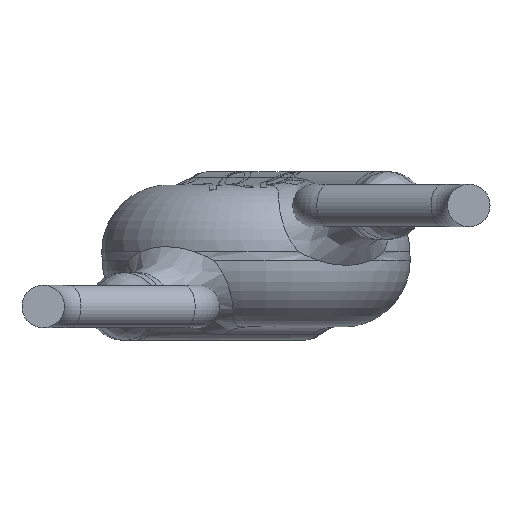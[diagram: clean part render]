
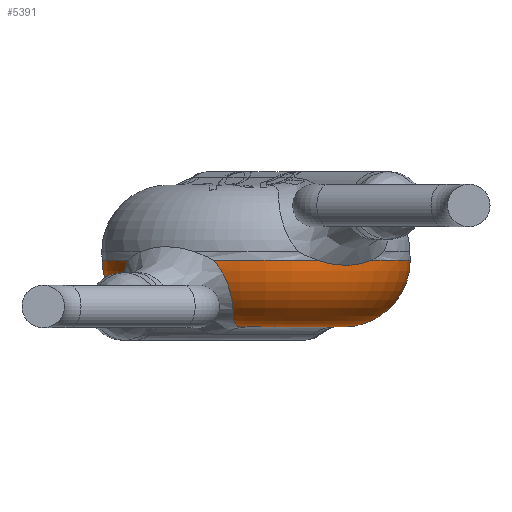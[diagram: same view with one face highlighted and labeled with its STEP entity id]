
A CAD part, front view. The second image highlights one B-rep face of the part: STEP entity #5391.
In plain terms, the highlighted toroidal (fillet/blend) face has major radius 1.05 mm and minor radius 0.8 mm.
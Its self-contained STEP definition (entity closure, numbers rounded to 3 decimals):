
#42=TOROIDAL_SURFACE('',#5606,1.05,0.8);
#73=CIRCLE('',#5605,1.05);
#74=CIRCLE('',#5607,1.85);
#75=CIRCLE('',#5608,1.85);
#76=CIRCLE('',#5609,1.05);
#1534=ORIENTED_EDGE('',*,*,#2227,.F.);
#1535=ORIENTED_EDGE('',*,*,#2230,.T.);
#1536=ORIENTED_EDGE('',*,*,#2232,.F.);
#1537=ORIENTED_EDGE('',*,*,#2236,.T.);
#1538=ORIENTED_EDGE('',*,*,#2217,.T.);
#1539=ORIENTED_EDGE('',*,*,#2237,.T.);
#1540=ORIENTED_EDGE('',*,*,#2198,.T.);
#1541=ORIENTED_EDGE('',*,*,#2238,.T.);
#1542=ORIENTED_EDGE('',*,*,#2221,.T.);
#1543=ORIENTED_EDGE('',*,*,#2239,.T.);
#2198=EDGE_CURVE('',#2613,#2612,#3003,.T.);
#2217=EDGE_CURVE('',#2621,#2622,#3011,.T.);
#2221=EDGE_CURVE('',#2626,#2625,#3014,.T.);
#2227=EDGE_CURVE('',#2629,#2628,#3018,.T.);
#2230=EDGE_CURVE('',#2629,#2631,#3021,.T.);
#2232=EDGE_CURVE('',#2618,#2631,#3023,.T.);
#2236=EDGE_CURVE('',#2618,#2621,#73,.T.);
#2237=EDGE_CURVE('',#2622,#2613,#74,.T.);
#2238=EDGE_CURVE('',#2612,#2626,#75,.T.);
#2239=EDGE_CURVE('',#2625,#2628,#76,.T.);
#2612=VERTEX_POINT('',#11394);
#2613=VERTEX_POINT('',#11399);
#2618=VERTEX_POINT('',#11455);
#2621=VERTEX_POINT('',#11460);
#2622=VERTEX_POINT('',#11602);
#2625=VERTEX_POINT('',#11638);
#2626=VERTEX_POINT('',#11647);
#2628=VERTEX_POINT('',#11658);
#2629=VERTEX_POINT('',#11681);
#2631=VERTEX_POINT('',#11735);
#3003=B_SPLINE_CURVE_WITH_KNOTS('',3,(#11395,#11396,#11397,#11398),
 .UNSPECIFIED.,.F.,.F.,(4,4),(0.,0.001),
 .UNSPECIFIED.);
#3011=B_SPLINE_CURVE_WITH_KNOTS('',3,(#11603,#11604,#11605,#11606,#11607,
#11608,#11609,#11610,#11611,#11612,#11613,#11614,#11615),.UNSPECIFIED.,
 .F.,.F.,(4,1,1,1,1,1,1,1,1,1,4),(0.,0.125,0.188,0.25,0.313,0.375,0.438,
0.5,0.625,0.75,1.),.UNSPECIFIED.);
#3014=B_SPLINE_CURVE_WITH_KNOTS('',3,(#11639,#11640,#11641,#11642,#11643,
#11644,#11645,#11646),.UNSPECIFIED.,.F.,.F.,(4,1,1,1,1,4),(0.,0.25,0.5,
0.75,0.875,1.),.UNSPECIFIED.);
#3018=B_SPLINE_CURVE_WITH_KNOTS('',3,(#11683,#11684,#11685,#11686),
 .UNSPECIFIED.,.F.,.F.,(4,4),(-0.014,0.),
 .UNSPECIFIED.);
#3021=B_SPLINE_CURVE_WITH_KNOTS('',3,(#11737,#11738,#11739,#11740,#11741,
#11742,#11743,#11744),.UNSPECIFIED.,.F.,.F.,(4,1,1,1,1,4),(0.,0.25,0.5,
0.625,0.75,1.),.UNSPECIFIED.);
#3023=B_SPLINE_CURVE_WITH_KNOTS('',3,(#11768,#11769,#11770,#11771),
 .UNSPECIFIED.,.F.,.F.,(4,4),(-0.02,0.),.UNSPECIFIED.);
#3241=EDGE_LOOP('',(#1534,#1535,#1536,#1537,#1538,#1539,#1540,#1541,#1542,
#1543));
#3510=FACE_BOUND('',#3241,.T.);
#5391=ADVANCED_FACE('',(#3510),#42,.T.);
#5605=AXIS2_PLACEMENT_3D('',#11781,#6086,#6087);
#5606=AXIS2_PLACEMENT_3D('',#11782,#6088,#6089);
#5607=AXIS2_PLACEMENT_3D('',#11783,#6090,#6091);
#5608=AXIS2_PLACEMENT_3D('',#11784,#6092,#6093);
#5609=AXIS2_PLACEMENT_3D('',#11785,#6094,#6095);
#6086=DIRECTION('',(0.,0.,1.));
#6087=DIRECTION('',(1.,0.,0.));
#6088=DIRECTION('',(0.,0.,-1.));
#6089=DIRECTION('',(0.588,0.809,0.));
#6090=DIRECTION('',(0.,0.,-1.));
#6091=DIRECTION('',(1.,0.,0.));
#6092=DIRECTION('',(0.,0.,-1.));
#6093=DIRECTION('',(1.,0.,0.));
#6094=DIRECTION('',(0.,0.,1.));
#6095=DIRECTION('',(1.,0.,0.));
#11394=CARTESIAN_POINT('',(0.737,-1.697,-0.05));
#11395=CARTESIAN_POINT('',(1.385,-1.226,-0.05));
#11396=CARTESIAN_POINT('',(1.211,-1.423,-0.131));
#11397=CARTESIAN_POINT('',(0.977,-1.593,-0.134));
#11398=CARTESIAN_POINT('',(0.737,-1.697,-0.05));
#11399=CARTESIAN_POINT('',(1.385,-1.226,-0.05));
#11455=CARTESIAN_POINT('',(0.01,1.05,-0.85));
#11460=CARTESIAN_POINT('',(-0.981,-0.375,-0.85));
#11602=CARTESIAN_POINT('',(-1.534,-1.035,-0.05));
#11603=CARTESIAN_POINT('',(-0.981,-0.375,-0.85));
#11604=CARTESIAN_POINT('',(-1.001,-0.433,-0.85));
#11605=CARTESIAN_POINT('',(-1.062,-0.532,-0.839));
#11606=CARTESIAN_POINT('',(-1.11,-0.575,-0.827));
#11607=CARTESIAN_POINT('',(-1.211,-0.641,-0.785));
#11608=CARTESIAN_POINT('',(-1.224,-0.646,-0.778));
#11609=CARTESIAN_POINT('',(-1.331,-0.695,-0.715));
#11610=CARTESIAN_POINT('',(-1.405,-0.727,-0.649));
#11611=CARTESIAN_POINT('',(-1.448,-0.746,-0.606));
#11612=CARTESIAN_POINT('',(-1.549,-0.81,-0.458));
#11613=CARTESIAN_POINT('',(-1.597,-0.895,-0.266));
#11614=CARTESIAN_POINT('',(-1.574,-0.975,-0.126));
#11615=CARTESIAN_POINT('',(-1.534,-1.035,-0.05));
#11638=CARTESIAN_POINT('',(-0.12,-1.043,-0.85));
#11639=CARTESIAN_POINT('',(-0.511,-1.778,-0.05));
#11640=CARTESIAN_POINT('',(-0.44,-1.798,-0.128));
#11641=CARTESIAN_POINT('',(-0.331,-1.805,-0.306));
#11642=CARTESIAN_POINT('',(-0.263,-1.608,-0.636));
#11643=CARTESIAN_POINT('',(-0.281,-1.399,-0.773));
#11644=CARTESIAN_POINT('',(-0.232,-1.154,-0.847));
#11645=CARTESIAN_POINT('',(-0.161,-1.077,-0.85));
#11646=CARTESIAN_POINT('',(-0.12,-1.043,-0.85));
#11647=CARTESIAN_POINT('',(-0.51,-1.778,-0.05));
#11658=CARTESIAN_POINT('',(0.936,0.476,-0.85));
#11681=CARTESIAN_POINT('',(0.976,0.559,-0.846));
#11683=CARTESIAN_POINT('',(0.976,0.559,-0.846));
#11684=CARTESIAN_POINT('',(0.961,0.534,-0.849));
#11685=CARTESIAN_POINT('',(0.947,0.506,-0.85));
#11686=CARTESIAN_POINT('',(0.936,0.476,-0.85));
#11735=CARTESIAN_POINT('',(0.103,1.147,-0.844));
#11737=CARTESIAN_POINT('',(0.976,0.559,-0.846));
#11738=CARTESIAN_POINT('',(1.028,0.641,-0.838));
#11739=CARTESIAN_POINT('',(1.059,0.887,-0.79));
#11740=CARTESIAN_POINT('',(0.841,1.154,-0.763));
#11741=CARTESIAN_POINT('',(0.564,1.288,-0.769));
#11742=CARTESIAN_POINT('',(0.331,1.319,-0.793));
#11743=CARTESIAN_POINT('',(0.161,1.23,-0.832));
#11744=CARTESIAN_POINT('',(0.103,1.147,-0.844));
#11768=CARTESIAN_POINT('',(0.01,1.05,-0.85));
#11769=CARTESIAN_POINT('',(0.048,1.081,-0.85));
#11770=CARTESIAN_POINT('',(0.079,1.113,-0.848));
#11771=CARTESIAN_POINT('',(0.103,1.147,-0.844));
#11781=CARTESIAN_POINT('',(0.,0.,-0.85));
#11782=CARTESIAN_POINT('',(0.,0.,-0.05));
#11783=CARTESIAN_POINT('',(0.,0.,-0.05));
#11784=CARTESIAN_POINT('',(0.,0.,-0.05));
#11785=CARTESIAN_POINT('',(0.,0.,-0.85));
